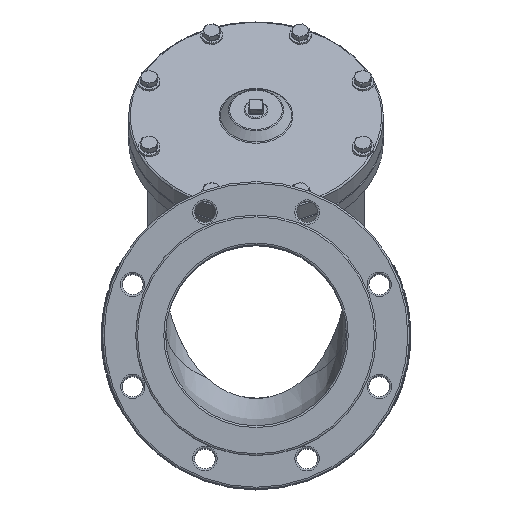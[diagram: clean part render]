
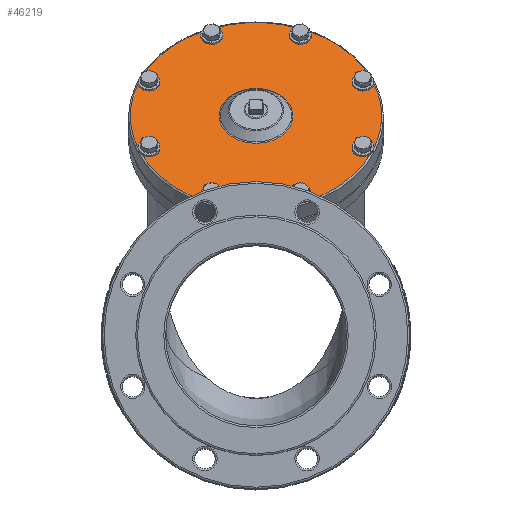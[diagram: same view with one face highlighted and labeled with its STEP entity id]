
A CAD part, top view. The second image highlights one B-rep face of the part: STEP entity #46219.
In plain terms, the highlighted planar face has unit normal (0, 0.669, 0.743).
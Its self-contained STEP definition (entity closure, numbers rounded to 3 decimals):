
#10554=FACE_BOUND('',#13557,.T.);
#10924=FACE_OUTER_BOUND('',#13556,.T.);
#13556=EDGE_LOOP('',(#28983,#28984,#28985,#28986,#28987,#28988,#28989,#28990,
#28991,#28992,#28993,#28994,#28995,#28996,#28997,#28998));
#13557=EDGE_LOOP('',(#28999));
#16544=CIRCLE('',#48865,40.828);
#16546=CIRCLE('',#48869,12.);
#16547=CIRCLE('',#48870,139.);
#16548=CIRCLE('',#48871,12.);
#16549=CIRCLE('',#48872,139.);
#16550=CIRCLE('',#48873,12.);
#16551=CIRCLE('',#48874,139.);
#16552=CIRCLE('',#48875,12.);
#16553=CIRCLE('',#48876,139.);
#16554=CIRCLE('',#48877,12.);
#16555=CIRCLE('',#48878,139.);
#16556=CIRCLE('',#48879,12.);
#16557=CIRCLE('',#48880,139.);
#16558=CIRCLE('',#48881,12.);
#16559=CIRCLE('',#48882,139.);
#16560=CIRCLE('',#48883,12.);
#16561=CIRCLE('',#48884,139.);
#17602=VERTEX_POINT('',#59216);
#17604=VERTEX_POINT('',#59222);
#17605=VERTEX_POINT('',#59223);
#17606=VERTEX_POINT('',#59225);
#17607=VERTEX_POINT('',#59227);
#17608=VERTEX_POINT('',#59229);
#17609=VERTEX_POINT('',#59231);
#17610=VERTEX_POINT('',#59233);
#17611=VERTEX_POINT('',#59235);
#17612=VERTEX_POINT('',#59237);
#17613=VERTEX_POINT('',#59239);
#17614=VERTEX_POINT('',#59241);
#17615=VERTEX_POINT('',#59243);
#17616=VERTEX_POINT('',#59245);
#17617=VERTEX_POINT('',#59247);
#17618=VERTEX_POINT('',#59249);
#17619=VERTEX_POINT('',#59251);
#22145=EDGE_CURVE('',#17602,#17602,#16544,.T.);
#22147=EDGE_CURVE('',#17604,#17605,#16546,.T.);
#22148=EDGE_CURVE('',#17606,#17605,#16547,.T.);
#22149=EDGE_CURVE('',#17606,#17607,#16548,.T.);
#22150=EDGE_CURVE('',#17608,#17607,#16549,.T.);
#22151=EDGE_CURVE('',#17608,#17609,#16550,.T.);
#22152=EDGE_CURVE('',#17610,#17609,#16551,.T.);
#22153=EDGE_CURVE('',#17610,#17611,#16552,.T.);
#22154=EDGE_CURVE('',#17612,#17611,#16553,.T.);
#22155=EDGE_CURVE('',#17612,#17613,#16554,.T.);
#22156=EDGE_CURVE('',#17614,#17613,#16555,.T.);
#22157=EDGE_CURVE('',#17614,#17615,#16556,.T.);
#22158=EDGE_CURVE('',#17616,#17615,#16557,.T.);
#22159=EDGE_CURVE('',#17616,#17617,#16558,.T.);
#22160=EDGE_CURVE('',#17618,#17617,#16559,.T.);
#22161=EDGE_CURVE('',#17618,#17619,#16560,.T.);
#22162=EDGE_CURVE('',#17604,#17619,#16561,.T.);
#28983=ORIENTED_EDGE('',*,*,#22147,.T.);
#28984=ORIENTED_EDGE('',*,*,#22148,.F.);
#28985=ORIENTED_EDGE('',*,*,#22149,.T.);
#28986=ORIENTED_EDGE('',*,*,#22150,.F.);
#28987=ORIENTED_EDGE('',*,*,#22151,.T.);
#28988=ORIENTED_EDGE('',*,*,#22152,.F.);
#28989=ORIENTED_EDGE('',*,*,#22153,.T.);
#28990=ORIENTED_EDGE('',*,*,#22154,.F.);
#28991=ORIENTED_EDGE('',*,*,#22155,.T.);
#28992=ORIENTED_EDGE('',*,*,#22156,.F.);
#28993=ORIENTED_EDGE('',*,*,#22157,.T.);
#28994=ORIENTED_EDGE('',*,*,#22158,.F.);
#28995=ORIENTED_EDGE('',*,*,#22159,.T.);
#28996=ORIENTED_EDGE('',*,*,#22160,.F.);
#28997=ORIENTED_EDGE('',*,*,#22161,.T.);
#28998=ORIENTED_EDGE('',*,*,#22162,.F.);
#28999=ORIENTED_EDGE('',*,*,#22145,.F.);
#42628=PLANE('',#48868);
#46219=ADVANCED_FACE('',(#10924,#10554),#42628,.T.);
#48865=AXIS2_PLACEMENT_3D('',#59217,#51304,#51305);
#48868=AXIS2_PLACEMENT_3D('',#59221,#51310,#51311);
#48869=AXIS2_PLACEMENT_3D('',#59224,#51312,#51313);
#48870=AXIS2_PLACEMENT_3D('',#59226,#51314,#51315);
#48871=AXIS2_PLACEMENT_3D('',#59228,#51316,#51317);
#48872=AXIS2_PLACEMENT_3D('',#59230,#51318,#51319);
#48873=AXIS2_PLACEMENT_3D('',#59232,#51320,#51321);
#48874=AXIS2_PLACEMENT_3D('',#59234,#51322,#51323);
#48875=AXIS2_PLACEMENT_3D('',#59236,#51324,#51325);
#48876=AXIS2_PLACEMENT_3D('',#59238,#51326,#51327);
#48877=AXIS2_PLACEMENT_3D('',#59240,#51328,#51329);
#48878=AXIS2_PLACEMENT_3D('',#59242,#51330,#51331);
#48879=AXIS2_PLACEMENT_3D('',#59244,#51332,#51333);
#48880=AXIS2_PLACEMENT_3D('',#59246,#51334,#51335);
#48881=AXIS2_PLACEMENT_3D('',#59248,#51336,#51337);
#48882=AXIS2_PLACEMENT_3D('',#59250,#51338,#51339);
#48883=AXIS2_PLACEMENT_3D('',#59252,#51340,#51341);
#48884=AXIS2_PLACEMENT_3D('',#59253,#51342,#51343);
#51304=DIRECTION('center_axis',(0.,0.669,
0.743));
#51305=DIRECTION('ref_axis',(-1.,0.,0.));
#51310=DIRECTION('center_axis',(0.,0.669,
0.743));
#51311=DIRECTION('ref_axis',(1.,0.,0.));
#51312=DIRECTION('center_axis',(0.,-0.669,
-0.743));
#51313=DIRECTION('ref_axis',(0.757,-0.485,0.437));
#51314=DIRECTION('center_axis',(0.,-0.669,
-0.743));
#51315=DIRECTION('ref_axis',(-1.,0.,0.));
#51316=DIRECTION('center_axis',(0.,-0.669,
-0.743));
#51317=DIRECTION('ref_axis',(0.757,-0.485,0.437));
#51318=DIRECTION('center_axis',(0.,-0.669,
-0.743));
#51319=DIRECTION('ref_axis',(-1.,0.,0.));
#51320=DIRECTION('center_axis',(0.,-0.669,
-0.743));
#51321=DIRECTION('ref_axis',(0.757,-0.485,0.437));
#51322=DIRECTION('center_axis',(0.,-0.669,
-0.743));
#51323=DIRECTION('ref_axis',(-1.,0.,0.));
#51324=DIRECTION('center_axis',(0.,-0.669,
-0.743));
#51325=DIRECTION('ref_axis',(0.757,-0.485,0.437));
#51326=DIRECTION('center_axis',(0.,-0.669,
-0.743));
#51327=DIRECTION('ref_axis',(-1.,0.,0.));
#51328=DIRECTION('center_axis',(0.,-0.669,
-0.743));
#51329=DIRECTION('ref_axis',(0.757,-0.485,0.437));
#51330=DIRECTION('center_axis',(0.,-0.669,
-0.743));
#51331=DIRECTION('ref_axis',(-1.,0.,0.));
#51332=DIRECTION('center_axis',(0.,-0.669,
-0.743));
#51333=DIRECTION('ref_axis',(0.757,-0.485,0.437));
#51334=DIRECTION('center_axis',(0.,-0.669,
-0.743));
#51335=DIRECTION('ref_axis',(-1.,0.,0.));
#51336=DIRECTION('center_axis',(0.,-0.669,
-0.743));
#51337=DIRECTION('ref_axis',(0.757,-0.485,0.437));
#51338=DIRECTION('center_axis',(0.,-0.669,
-0.743));
#51339=DIRECTION('ref_axis',(-1.,0.,0.));
#51340=DIRECTION('center_axis',(0.,-0.669,
-0.743));
#51341=DIRECTION('ref_axis',(0.757,-0.485,0.437));
#51342=DIRECTION('center_axis',(0.,-0.669,
-0.743));
#51343=DIRECTION('ref_axis',(-1.,0.,0.));
#59216=CARTESIAN_POINT('',(40.828,242.894,447.762));
#59217=CARTESIAN_POINT('Origin',(0.,242.894,
447.762));
#59221=CARTESIAN_POINT('Origin',(0.,242.894,
447.762));
#59222=CARTESIAN_POINT('',(-130.248,206.821,480.243));
#59223=CARTESIAN_POINT('',(-126.424,199.959,486.421));
#59224=CARTESIAN_POINT('Origin',(-118.257,206.493,480.538));
#59225=CARTESIAN_POINT('',(-57.775,148.943,532.356));
#59226=CARTESIAN_POINT('Origin',(0.,242.894,
447.762));
#59227=CARTESIAN_POINT('',(-48.542,146.101,534.915));
#59228=CARTESIAN_POINT('Origin',(-48.983,155.013,526.891));
#59229=CARTESIAN_POINT('',(48.542,146.101,534.915));
#59230=CARTESIAN_POINT('Origin',(0.,242.894,
447.762));
#59231=CARTESIAN_POINT('',(57.775,148.943,532.356));
#59232=CARTESIAN_POINT('Origin',(48.983,155.013,526.891));
#59233=CARTESIAN_POINT('',(126.424,199.959,486.421));
#59234=CARTESIAN_POINT('Origin',(0.,242.894,
447.762));
#59235=CARTESIAN_POINT('',(130.248,206.821,480.243));
#59236=CARTESIAN_POINT('Origin',(118.257,206.493,480.538));
#59237=CARTESIAN_POINT('',(130.248,278.968,415.281));
#59238=CARTESIAN_POINT('Origin',(0.,242.894,
447.762));
#59239=CARTESIAN_POINT('',(126.424,285.83,409.102));
#59240=CARTESIAN_POINT('Origin',(118.257,279.296,414.985));
#59241=CARTESIAN_POINT('',(57.775,336.846,363.167));
#59242=CARTESIAN_POINT('Origin',(0.,242.894,
447.762));
#59243=CARTESIAN_POINT('',(48.542,339.688,360.608));
#59244=CARTESIAN_POINT('Origin',(48.983,330.776,368.632));
#59245=CARTESIAN_POINT('',(-48.542,339.688,360.608));
#59246=CARTESIAN_POINT('Origin',(0.,242.894,
447.762));
#59247=CARTESIAN_POINT('',(-57.775,336.846,363.167));
#59248=CARTESIAN_POINT('Origin',(-48.983,330.776,368.632));
#59249=CARTESIAN_POINT('',(-126.424,285.83,409.102));
#59250=CARTESIAN_POINT('Origin',(0.,242.894,
447.762));
#59251=CARTESIAN_POINT('',(-130.248,278.968,415.281));
#59252=CARTESIAN_POINT('Origin',(-118.257,279.296,414.985));
#59253=CARTESIAN_POINT('Origin',(0.,242.894,
447.762));
